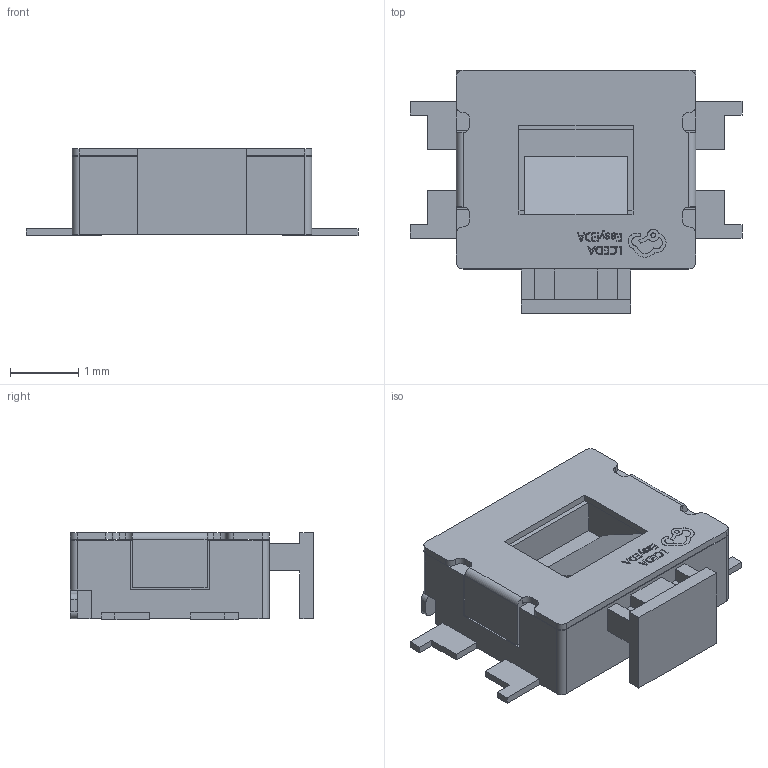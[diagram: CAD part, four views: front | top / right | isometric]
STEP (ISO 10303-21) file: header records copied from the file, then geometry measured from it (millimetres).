
FILE_DESCRIPTION (( 'STEP AP214' ), '1' );
FILE_NAME ('SW-SMD_4P-L3.5-W2.9-P1.30-LS4.step', '2022-07-26T14:33:58', ( '' ), ( '' ), 'SwSTEP 2.0', 'SolidWorks 2020', '' );
FILE_SCHEMA (( 'AUTOMOTIVE_DESIGN' ));
Length unit declared in the file: millimetre
Products named in the file (1): SW-SMD_4P-L3.5-W2.9-P1.30-LS4
Bounding box: 4.85 x 3.55 x 1.27 mm (x, y, z)
Volume: 11.2 mm3; surface area: 78.8 mm2
Topology: 14 solids, 14 shells, 421 faces, 1152 edges, 766 vertices
Faces by surface type: plane 289, bspline 98, cylinder 34
Entity records: 17263 total; most frequent: CARTESIAN_POINT 3646, ORIENTED_EDGE 2304, DIRECTION 1668, EDGE_CURVE 1152, LINE 884, VECTOR 884, VERTEX_POINT 766, EDGE_LOOP 442
